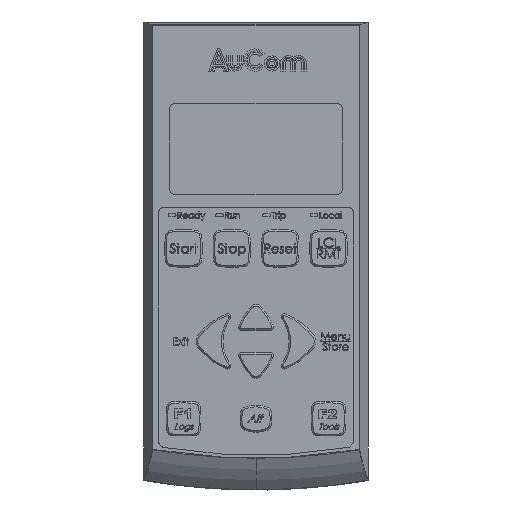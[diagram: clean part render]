
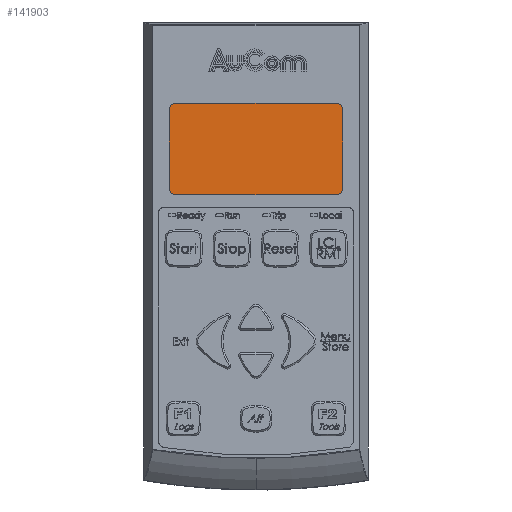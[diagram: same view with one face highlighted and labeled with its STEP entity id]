
A CAD part, top view. The second image highlights one B-rep face of the part: STEP entity #141903.
In plain terms, the highlighted planar face has unit normal (0, 0, 1).
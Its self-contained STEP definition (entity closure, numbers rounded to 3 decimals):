
#1611 = EDGE_CURVE ( 'NONE', #72907, #98270, #109320, .T. ) ;
#3099 = EDGE_CURVE ( 'NONE', #7771, #151824, #169425, .T. ) ;
#6074 = EDGE_CURVE ( 'NONE', #26509, #85095, #11859, .T. ) ;
#7727 = DIRECTION ( 'NONE',  ( 0., 0., 1. ) ) ;
#7771 = VERTEX_POINT ( 'NONE', #167786 ) ;
#8168 = DIRECTION ( 'NONE',  ( 0., 1., 0. ) ) ;
#8382 = DIRECTION ( 'NONE',  ( 0., 0., -1. ) ) ;
#8542 = CARTESIAN_POINT ( 'NONE',  ( -25.5, 20., 14.5 ) ) ;
#9834 = CARTESIAN_POINT ( 'NONE',  ( 25.5, 18., 14.5 ) ) ;
#11613 = DIRECTION ( 'NONE',  ( -1., 0., 0. ) ) ;
#11859 = CIRCLE ( 'NONE', #134094, 2. ) ;
#15596 = ORIENTED_EDGE ( 'NONE', *, *, #3099, .T. ) ;
#15629 = DIRECTION ( 'NONE',  ( 0., -1., 0. ) ) ;
#23568 = DIRECTION ( 'NONE',  ( 0., 0., -1. ) ) ;
#25404 = LINE ( 'NONE', #68826, #173853 ) ;
#26509 = VERTEX_POINT ( 'NONE', #138277 ) ;
#26624 = ORIENTED_EDGE ( 'NONE', *, *, #1611, .F. ) ;
#32697 = CARTESIAN_POINT ( 'NONE',  ( -27.5, 20., 14.5 ) ) ;
#34276 = LINE ( 'NONE', #127570, #182673 ) ;
#36096 = PLANE ( 'NONE',  #133629 ) ;
#37142 = AXIS2_PLACEMENT_3D ( 'NONE', #109668, #23568, #124160 ) ;
#39060 = VECTOR ( 'NONE', #57922, 1000. ) ;
#48931 = DIRECTION ( 'NONE',  ( 0., 0., -1. ) ) ;
#53703 = VERTEX_POINT ( 'NONE', #127015 ) ;
#56286 = ORIENTED_EDGE ( 'NONE', *, *, #167740, .T. ) ;
#57710 = CARTESIAN_POINT ( 'NONE',  ( 27.5, 47., 14.5 ) ) ;
#57922 = DIRECTION ( 'NONE',  ( 0., 1., 0. ) ) ;
#62632 = ORIENTED_EDGE ( 'NONE', *, *, #124268, .F. ) ;
#68826 = CARTESIAN_POINT ( 'NONE',  ( -27.5, 47., 14.5 ) ) ;
#72907 = VERTEX_POINT ( 'NONE', #92352 ) ;
#78835 = ORIENTED_EDGE ( 'NONE', *, *, #179848, .T. ) ;
#83835 = EDGE_LOOP ( 'NONE', ( #15596, #62632, #145792, #147488, #78835, #26624, #56286, #138138 ) ) ;
#85095 = VERTEX_POINT ( 'NONE', #115774 ) ;
#85353 = FACE_OUTER_BOUND ( 'NONE', #83835, .T. ) ;
#90175 = CARTESIAN_POINT ( 'NONE',  ( 27.5, 45., 14.5 ) ) ;
#92352 = CARTESIAN_POINT ( 'NONE',  ( -25.5, 18., 14.5 ) ) ;
#93861 = CARTESIAN_POINT ( 'NONE',  ( -27.5, 18., 14.5 ) ) ;
#97022 = VERTEX_POINT ( 'NONE', #9834 ) ;
#98270 = VERTEX_POINT ( 'NONE', #32697 ) ;
#108297 = DIRECTION ( 'NONE',  ( 0., -1., 0. ) ) ;
#109320 = CIRCLE ( 'NONE', #171710, 2. ) ;
#109668 = CARTESIAN_POINT ( 'NONE',  ( 25.5, 45., 14.5 ) ) ;
#115056 = CIRCLE ( 'NONE', #37142, 2. ) ;
#115774 = CARTESIAN_POINT ( 'NONE',  ( -25.5, 47., 14.5 ) ) ;
#116198 = CARTESIAN_POINT ( 'NONE',  ( -27.5, 47., 14.5 ) ) ;
#123504 = DIRECTION ( 'NONE',  ( 0., 1., 0. ) ) ;
#123651 = DIRECTION ( 'NONE',  ( 0., 0., -1. ) ) ;
#123674 = CARTESIAN_POINT ( 'NONE',  ( -25.5, 45., 14.5 ) ) ;
#124160 = DIRECTION ( 'NONE',  ( 0., 1., 0. ) ) ;
#124268 = EDGE_CURVE ( 'NONE', #53703, #151824, #115056, .T. ) ;
#126856 = VECTOR ( 'NONE', #15629, 1000. ) ;
#127015 = CARTESIAN_POINT ( 'NONE',  ( 25.5, 47., 14.5 ) ) ;
#127570 = CARTESIAN_POINT ( 'NONE',  ( -27.5, 18., 14.5 ) ) ;
#131420 = LINE ( 'NONE', #116198, #126856 ) ;
#133629 = AXIS2_PLACEMENT_3D ( 'NONE', #93861, #7727, #108297 ) ;
#134094 = AXIS2_PLACEMENT_3D ( 'NONE', #123674, #123651, #123504 ) ;
#135117 = CARTESIAN_POINT ( 'NONE',  ( 25.5, 20., 14.5 ) ) ;
#138138 = ORIENTED_EDGE ( 'NONE', *, *, #146133, .F. ) ;
#138277 = CARTESIAN_POINT ( 'NONE',  ( -27.5, 45., 14.5 ) ) ;
#141903 = ADVANCED_FACE ( 'NONE', ( #85353 ), #36096, .T. ) ;
#142614 = CIRCLE ( 'NONE', #157228, 2. ) ;
#142666 = DIRECTION ( 'NONE',  ( 1., 0., 0. ) ) ;
#142804 = EDGE_CURVE ( 'NONE', #53703, #85095, #25404, .T. ) ;
#145792 = ORIENTED_EDGE ( 'NONE', *, *, #142804, .T. ) ;
#146133 = EDGE_CURVE ( 'NONE', #7771, #97022, #142614, .T. ) ;
#147488 = ORIENTED_EDGE ( 'NONE', *, *, #6074, .F. ) ;
#149508 = DIRECTION ( 'NONE',  ( 0., 1., 0. ) ) ;
#151824 = VERTEX_POINT ( 'NONE', #90175 ) ;
#157228 = AXIS2_PLACEMENT_3D ( 'NONE', #135117, #48931, #149508 ) ;
#167740 = EDGE_CURVE ( 'NONE', #72907, #97022, #34276, .T. ) ;
#167786 = CARTESIAN_POINT ( 'NONE',  ( 27.5, 20., 14.5 ) ) ;
#169425 = LINE ( 'NONE', #57710, #39060 ) ;
#171710 = AXIS2_PLACEMENT_3D ( 'NONE', #8542, #8382, #8168 ) ;
#173853 = VECTOR ( 'NONE', #11613, 1000. ) ;
#179848 = EDGE_CURVE ( 'NONE', #26509, #98270, #131420, .T. ) ;
#182673 = VECTOR ( 'NONE', #142666, 1000. ) ;
